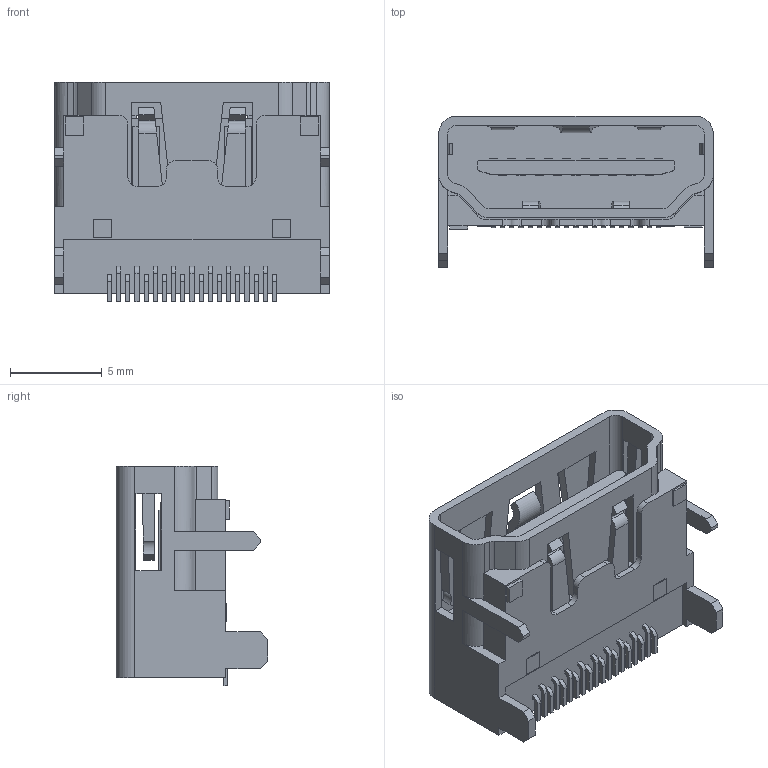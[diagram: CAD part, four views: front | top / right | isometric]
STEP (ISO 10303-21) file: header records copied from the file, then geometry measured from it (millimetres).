
FILE_DESCRIPTION(('STEP AP242'),'1');
FILE_NAME('1747981-1.stp','2018-11-27T05:49:48',('TraceParts'),('TraceParts S.A.'),'Spatial InterOp 3D',' ',' ');
FILE_SCHEMA(('AP242_MANAGED_MODEL_BASED_3D_ENGINEERING_MIM_LF {1 0 10303 442 1 1 4}'));
Length unit declared in the file: millimetre
Products named in the file (1): 1747981-1
Bounding box: 15 x 8.28 x 12 mm (x, y, z)
Volume: 600.3 mm3; surface area: 1184.4 mm2
Topology: 1 solids, 1 shells, 514 faces, 1441 edges, 952 vertices
Faces by surface type: plane 386, cylinder 128
Entity records: 16540 total; most frequent: CARTESIAN_POINT 3064, ORIENTED_EDGE 2882, DIRECTION 2675, EDGE_CURVE 1441, LINE 1181, VECTOR 1181, VERTEX_POINT 952, AXIS2_PLACEMENT_3D 747
